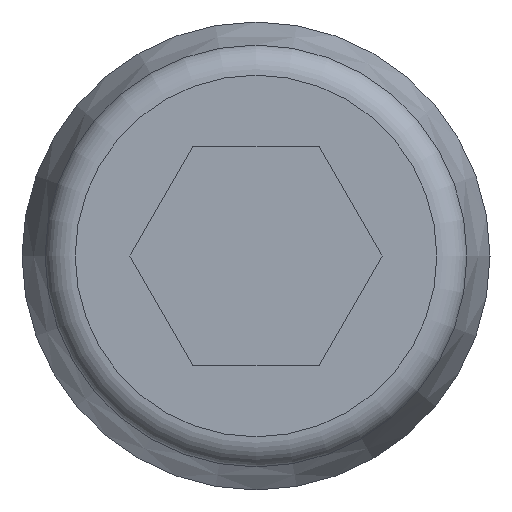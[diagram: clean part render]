
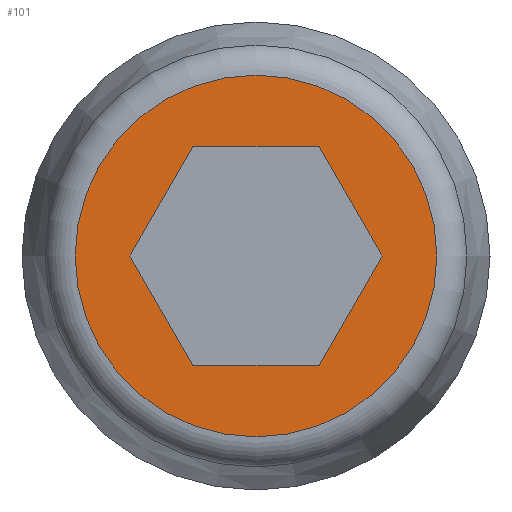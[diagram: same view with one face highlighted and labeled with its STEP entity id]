
A CAD part, left-side view. The second image highlights one B-rep face of the part: STEP entity #101.
In plain terms, the highlighted planar face has unit normal (-1, 0, 0).
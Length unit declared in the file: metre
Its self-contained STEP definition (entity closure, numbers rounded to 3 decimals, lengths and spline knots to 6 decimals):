
#101=ADVANCED_FACE('',(#251,#252),#253,.T.);
#151=EDGE_CURVE('',#328,#328,#329,.T.);
#159=EDGE_CURVE('',#341,#338,#342,.T.);
#169=EDGE_CURVE('',#354,#341,#355,.T.);
#171=EDGE_CURVE('',#338,#357,#358,.T.);
#173=EDGE_CURVE('',#357,#360,#361,.T.);
#175=EDGE_CURVE('',#360,#363,#364,.T.);
#177=EDGE_CURVE('',#363,#354,#366,.T.);
#251=FACE_OUTER_BOUND('',#435,.T.);
#252=FACE_BOUND('',#436,.T.);
#253=PLANE('',#437);
#328=VERTEX_POINT('',#534);
#329=CIRCLE('',#535,0.01159);
#338=VERTEX_POINT('',#548);
#341=VERTEX_POINT('',#553);
#342=LINE('',#554,#555);
#354=VERTEX_POINT('',#573);
#355=LINE('',#574,#575);
#357=VERTEX_POINT('',#578);
#358=LINE('',#579,#580);
#360=VERTEX_POINT('',#583);
#361=LINE('',#584,#585);
#363=VERTEX_POINT('',#588);
#364=LINE('',#589,#590);
#366=LINE('',#593,#594);
#435=EDGE_LOOP('',(#710));
#436=EDGE_LOOP('',(#711,#712,#713,#714,#715,#716));
#437=AXIS2_PLACEMENT_3D('',#717,#718,#719);
#534=CARTESIAN_POINT('',(-0.12,0.01159,0.0));
#535=AXIS2_PLACEMENT_3D('',#827,#828,#829);
#548=CARTESIAN_POINT('',(-0.12,0.004041,0.007));
#553=CARTESIAN_POINT('',(-0.12,0.008083,0.0));
#554=CARTESIAN_POINT('',(-0.12,0.005776,0.003995));
#555=VECTOR('',#835,1.0);
#573=CARTESIAN_POINT('',(-0.12,0.004041,-0.007));
#574=CARTESIAN_POINT('',(-0.12,0.007797,-0.000495));
#575=VECTOR('',#846,1.0);
#578=CARTESIAN_POINT('',(-0.12,-0.004041,0.007));
#579=CARTESIAN_POINT('',(-0.12,0.000877,0.007));
#580=VECTOR('',#847,1.0);
#583=CARTESIAN_POINT('',(-0.12,-0.008083,0.0));
#584=CARTESIAN_POINT('',(-0.12,-0.006348,0.003005));
#585=VECTOR('',#848,1.0);
#588=CARTESIAN_POINT('',(-0.12,-0.004041,-0.007));
#589=CARTESIAN_POINT('',(-0.12,-0.004327,-0.006505));
#590=VECTOR('',#849,1.0);
#593=CARTESIAN_POINT('',(-0.12,0.004918,-0.007));
#594=VECTOR('',#850,1.0);
#710=ORIENTED_EDGE('',*,*,#151,.T.);
#711=ORIENTED_EDGE('',*,*,#169,.T.);
#712=ORIENTED_EDGE('',*,*,#159,.T.);
#713=ORIENTED_EDGE('',*,*,#171,.T.);
#714=ORIENTED_EDGE('',*,*,#173,.T.);
#715=ORIENTED_EDGE('',*,*,#175,.T.);
#716=ORIENTED_EDGE('',*,*,#177,.T.);
#717=CARTESIAN_POINT('',(-0.12,0.005795,0.0));
#718=DIRECTION('',(-1.0,0.0,0.0));
#719=DIRECTION('',(0.0,0.0,1.0));
#827=CARTESIAN_POINT('',(-0.12,0.0,0.0));
#828=DIRECTION('',(-1.0,0.0,0.0));
#829=DIRECTION('',(0.0,1.0,0.0));
#835=DIRECTION('',(0.0,-0.5,0.866));
#846=DIRECTION('',(0.0,0.5,0.866));
#847=DIRECTION('',(0.0,-1.0,0.0));
#848=DIRECTION('',(-0.0,-0.5,-0.866));
#849=DIRECTION('',(0.0,0.5,-0.866));
#850=DIRECTION('',(0.0,1.0,0.0));
